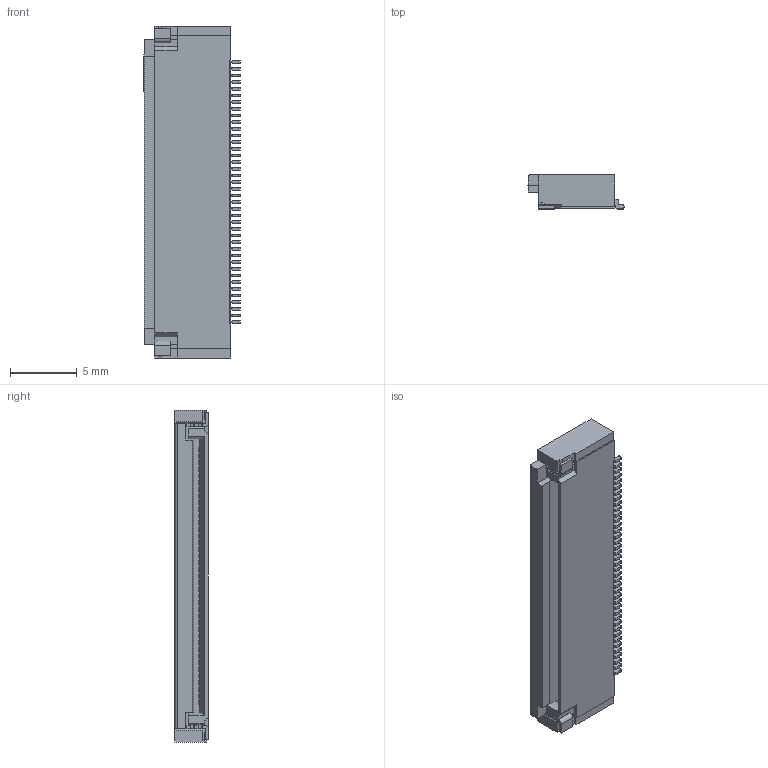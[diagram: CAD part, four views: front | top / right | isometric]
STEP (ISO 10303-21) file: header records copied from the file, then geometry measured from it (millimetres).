
FILE_DESCRIPTION(('OneSpaceDesigner STEP Export'),'2;1');
FILE_NAME('FH28-40S-0.5SH.stp','2007-03-19T11:41:31',(''),(''),'OneSpace Designer STEP processor (Jan. 2003) for AP214(CD)(Solid Model)','OneSpace Designer 12.00 10-Sep-2003 (C) CoCreate Software GmbH','');
FILE_SCHEMA(('AUTOMOTIVE_DESIGN_CC2 {1 2 10303 214 -1 1 5 1}'));
Length unit declared in the file: millimetre
Products named in the file (2): FH28-40S-0.5SH_Èª
Assembly tree (1 placements, depth 2):
  FH28-40S-0.5SH_Èª
    FH28-40S-0.5SH_Èª
Bounding box: 7.2 x 2.55 x 24.9 mm (x, y, z)
Volume: 296.6 mm3; surface area: 802.2 mm2
Topology: 1 solids, 1 shells, 1364 faces, 4076 edges, 2712 vertices
Faces by surface type: plane 1067, cylinder 297
Entity records: 32343 total; most frequent: ORIENTED_EDGE 8152, CARTESIAN_POINT 6558, EDGE_CURVE 4076, LINE 2981, VERTEX_POINT 2712, AXIS2_PLACEMENT_3D 1641, EDGE_LOOP 1446, FACE_OUTER_BOUND 1364
